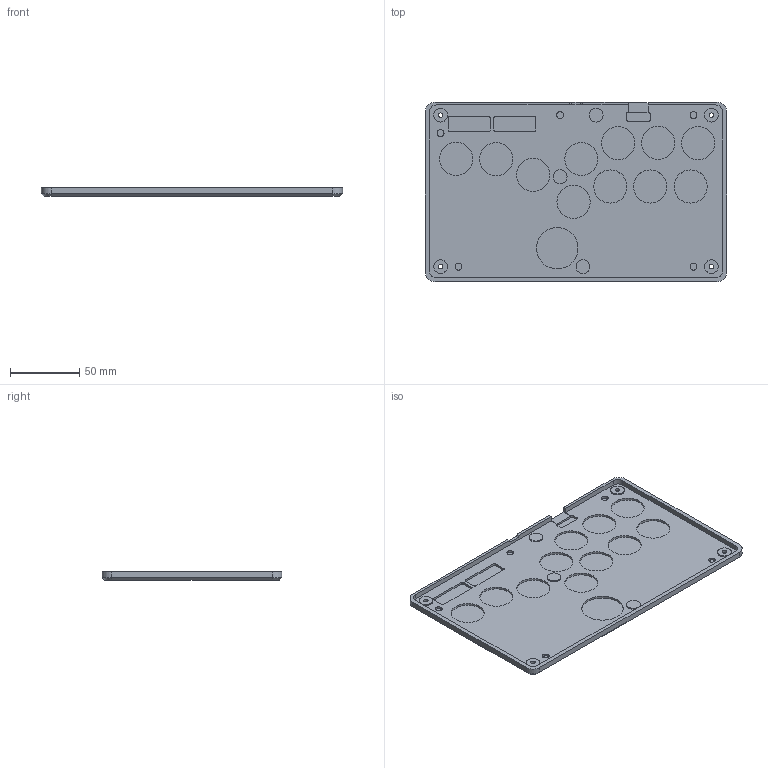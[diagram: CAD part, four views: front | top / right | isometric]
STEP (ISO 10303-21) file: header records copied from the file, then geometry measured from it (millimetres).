
FILE_DESCRIPTION(/* description */ (''),/* implementation_level */ '2;1');
FILE_NAME(/* name */ 'Flatbox-rev4.1-CNC-Bottom.step',/* time_stamp */ '2025-03-26T20:06:01+01:00',/* author */ (''),/* organization */ (''),/* preprocessor_version */ 'ST-DEVELOPER v20.1',/* originating_system */ 'Autodesk Translation Framework v14.4.0.0',/* authorisation */ '');
FILE_SCHEMA (('AUTOMOTIVE_DESIGN { 1 0 10303 214 3 1 1 }'));
Length unit declared in the file: millimetre
Products named in the file (1): Flatbox-rev4.1-CNC
Bounding box: 218 x 130 x 6.2 mm (x, y, z)
Volume: 63131.4 mm3; surface area: 64575.7 mm2
Topology: 1 solids, 1 shells, 124 faces, 274 edges, 178 vertices
Faces by surface type: plane 64, cylinder 52, cone 8
Full cylindrical faces by diameter (mm): 3.3 x4, 5 x5, 10 x7, 24 x11, 30 x1
Entity records: 3476 total; most frequent: DIRECTION 636, CARTESIAN_POINT 577, ORIENTED_EDGE 548, EDGE_CURVE 274, AXIS2_PLACEMENT_3D 237, VERTEX_POINT 178, LINE 162, VECTOR 162
